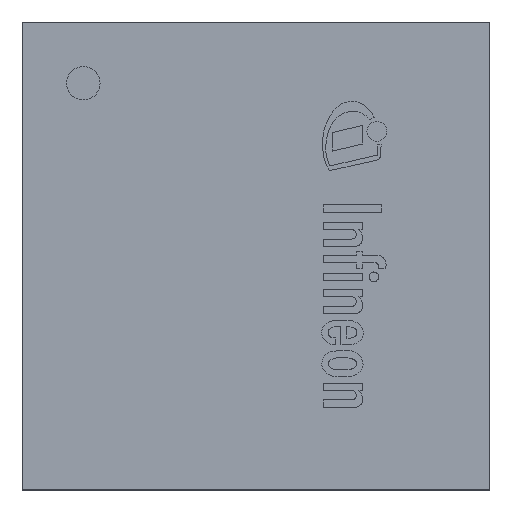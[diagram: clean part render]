
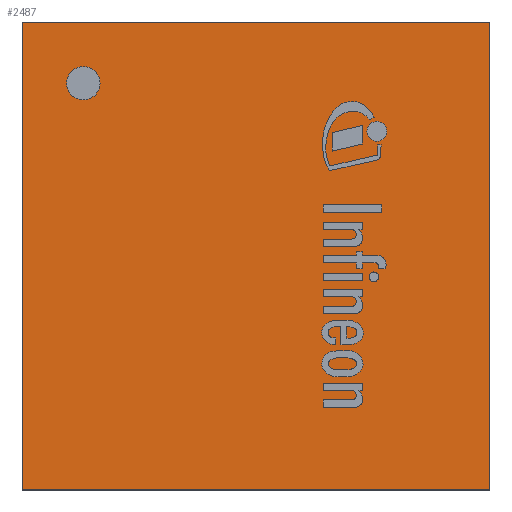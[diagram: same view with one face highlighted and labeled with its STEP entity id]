
A CAD part, top view. The second image highlights one B-rep face of the part: STEP entity #2487.
In plain terms, the highlighted planar face has unit normal (0, 0, 1).
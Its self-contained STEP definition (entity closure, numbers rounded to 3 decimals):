
#201=FACE_BOUND('',#538,.T.);
#207=CIRCLE('',#2701,0.075);
#357=FACE_OUTER_BOUND('',#537,.T.);
#537=EDGE_LOOP('',(#1701,#1702,#1703,#1704));
#538=EDGE_LOOP('',(#1705));
#730=LINE('',#3553,#891);
#733=LINE('',#3559,#894);
#736=LINE('',#3565,#897);
#739=LINE('',#3569,#900);
#891=VECTOR('',#2962,1.);
#894=VECTOR('',#2967,1.);
#897=VECTOR('',#2972,1.);
#900=VECTOR('',#2977,1.);
#1042=VERTEX_POINT('',#3542);
#1045=VERTEX_POINT('',#3550);
#1046=VERTEX_POINT('',#3552);
#1048=VERTEX_POINT('',#3558);
#1050=VERTEX_POINT('',#3564);
#1301=EDGE_CURVE('',#1042,#1042,#207,.T.);
#1304=EDGE_CURVE('',#1046,#1045,#730,.T.);
#1307=EDGE_CURVE('',#1048,#1046,#733,.T.);
#1310=EDGE_CURVE('',#1050,#1048,#736,.T.);
#1313=EDGE_CURVE('',#1045,#1050,#739,.T.);
#1701=ORIENTED_EDGE('',*,*,#1313,.T.);
#1702=ORIENTED_EDGE('',*,*,#1310,.T.);
#1703=ORIENTED_EDGE('',*,*,#1307,.T.);
#1704=ORIENTED_EDGE('',*,*,#1304,.T.);
#1705=ORIENTED_EDGE('',*,*,#1301,.T.);
#2352=PLANE('',#2708);
#2487=ADVANCED_FACE('',(#357,#201),#2352,.T.);
#2701=AXIS2_PLACEMENT_3D('',#3544,#2954,#2955);
#2708=AXIS2_PLACEMENT_3D('',#3571,#2980,#2981);
#2954=DIRECTION('center_axis',(0.,0.,-1.));
#2955=DIRECTION('ref_axis',(0.,1.,0.));
#2962=DIRECTION('',(1.,0.,0.));
#2967=DIRECTION('',(0.,-1.,0.));
#2972=DIRECTION('',(-1.,0.,0.));
#2977=DIRECTION('',(0.,1.,0.));
#2980=DIRECTION('center_axis',(0.,0.,1.));
#2981=DIRECTION('ref_axis',(0.,-1.,0.));
#3542=CARTESIAN_POINT('',(-0.775,0.7,0.597));
#3544=CARTESIAN_POINT('Origin',(-0.775,0.775,0.597));
#3550=CARTESIAN_POINT('',(1.05,-1.05,0.597));
#3552=CARTESIAN_POINT('',(-1.05,-1.05,0.597));
#3553=CARTESIAN_POINT('',(1.05,-1.05,0.597));
#3558=CARTESIAN_POINT('',(-1.05,1.05,0.597));
#3559=CARTESIAN_POINT('',(-1.05,-1.05,0.597));
#3564=CARTESIAN_POINT('',(1.05,1.05,0.597));
#3565=CARTESIAN_POINT('',(-1.05,1.05,0.597));
#3569=CARTESIAN_POINT('',(1.05,1.05,0.597));
#3571=CARTESIAN_POINT('Origin',(0.,0.,
0.597));
